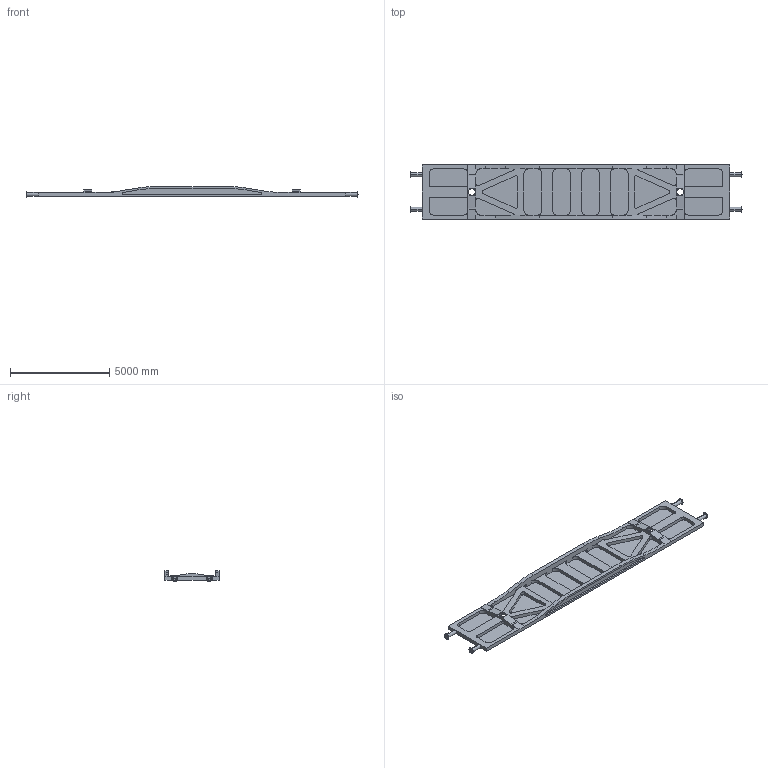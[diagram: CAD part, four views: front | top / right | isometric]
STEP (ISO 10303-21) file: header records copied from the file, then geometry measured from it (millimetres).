
FILE_DESCRIPTION (( 'STEP AP214' ), '1' );
FILE_NAME ('WagonPlane_MoreDetailed.STEP', '2024-03-12T16:37:11', ( '' ), ( '' ), 'SwSTEP 2.0', 'SolidWorks 2022', '' );
FILE_SCHEMA (( 'AUTOMOTIVE_DESIGN' ));
Length unit declared in the file: metre
Products named in the file (1): WagonPlane_MoreDetailed
Bounding box: 16740 x 2738.4 x 550 mm (x, y, z)
Surface area: 76093860 mm2 (no closed solid volume)
Topology: 0 solids, 1 shells, 195 faces, 542 edges, 356 vertices
Faces by surface type: plane 103, cylinder 84, sphere 8
Entity records: 6293 total; most frequent: DIRECTION 1122, CARTESIAN_POINT 1094, ORIENTED_EDGE 1072, EDGE_CURVE 542, AXIS2_PLACEMENT_3D 384, VERTEX_POINT 356, LINE 354, VECTOR 354
